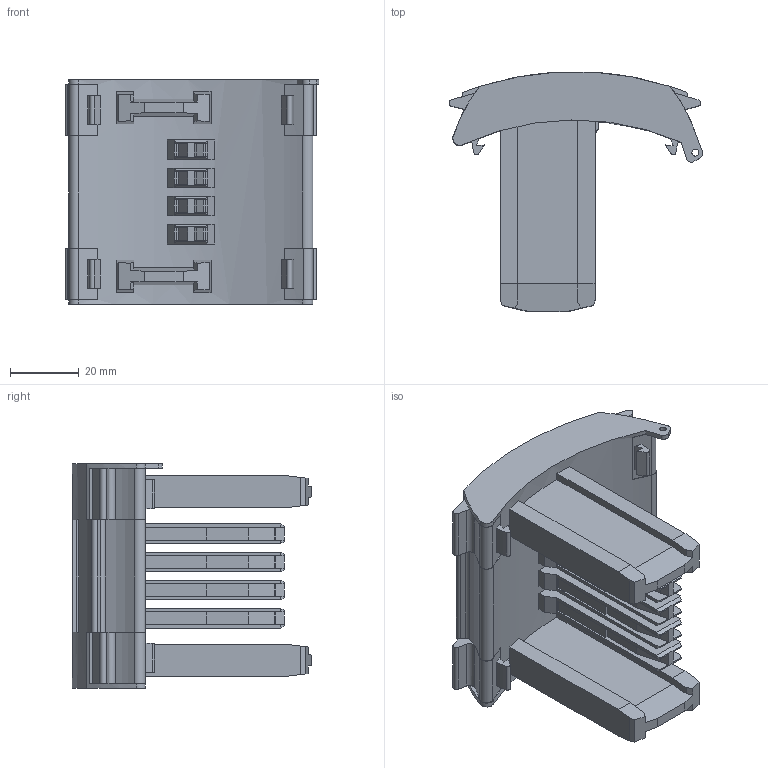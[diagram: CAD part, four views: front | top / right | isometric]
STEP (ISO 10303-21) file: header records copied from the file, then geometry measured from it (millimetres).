
FILE_DESCRIPTION(('SolidDesigner STEP Export'),'2;1');
FILE_NAME('3069270_FWP_3_1-select.stp','2015-02-09T11:00:29',(''),(''),'Creo Elements/Direct Modeling STEP processor for AP214 (Solid Model)','Creo Elements/Direct Modeling 18.1B 29-Sep-2012 (C) Parametric Technology GmbH','');
FILE_SCHEMA(('AUTOMOTIVE_DESIGN { 1 0 10303 214 1 1 1 1 }'));
Length unit declared in the file: millimetre
Products named in the file (2): 3069270_FWP_3_1-select
Assembly tree (1 placements, depth 2):
  3069270_FWP_3_1-select
    3069270_FWP_3_1-select
Bounding box: 73.52 x 69.33 x 65.2 mm (x, y, z)
Volume: 88191.5 mm3; surface area: 30228.2 mm2
Topology: 1 solids, 1 shells, 342 faces, 948 edges, 620 vertices
Faces by surface type: plane 289, cylinder 53
Entity records: 13393 total; most frequent: CARTESIAN_POINT 1964, ORIENTED_EDGE 1896, DIRECTION 1684, EDGE_CURVE 948, VECTOR 748, LINE 748, VERTEX_POINT 620, AXIS2_PLACEMENT_3D 468
